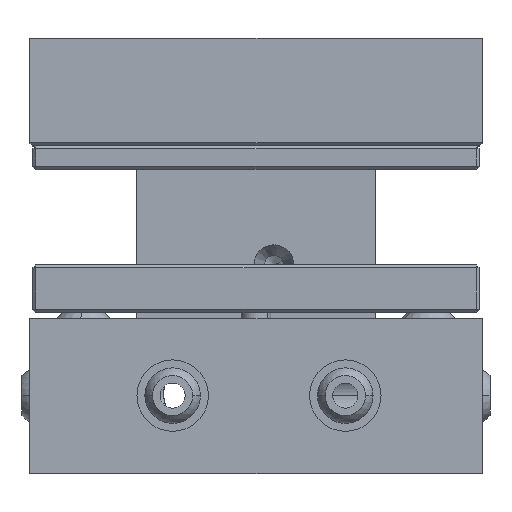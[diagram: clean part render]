
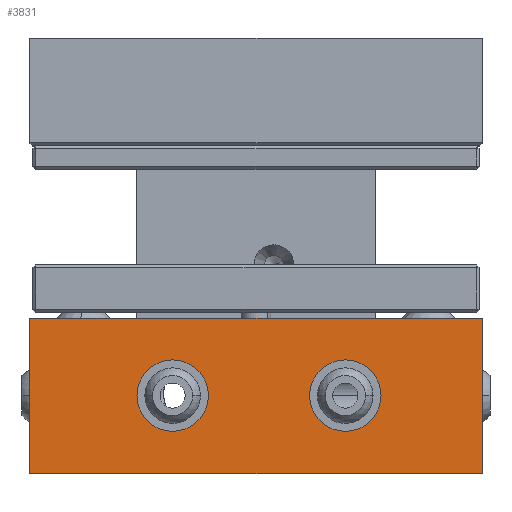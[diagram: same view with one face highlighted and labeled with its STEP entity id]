
A CAD part, top view. The second image highlights one B-rep face of the part: STEP entity #3831.
In plain terms, the highlighted planar face has unit normal (0, 0, 1).
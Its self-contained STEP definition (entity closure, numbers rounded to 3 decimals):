
#130 = VERTEX_POINT ( 'NONE', #1298 ) ;
#531 = VERTEX_POINT ( 'NONE', #20147 ) ;
#663 = EDGE_CURVE ( 'NONE', #3832, #5358, #19689, .T. ) ;
#1298 = CARTESIAN_POINT ( 'NONE',  ( 31.106, -33.874, 59.382 ) ) ;
#1675 = AXIS2_PLACEMENT_3D ( 'NONE', #11752, #12371, #12142 ) ;
#2307 = CARTESIAN_POINT ( 'NONE',  ( 2.106, -20.874, 59.382 ) ) ;
#2336 = CIRCLE ( 'NONE', #10415, 6. ) ;
#3259 = CARTESIAN_POINT ( 'NONE',  ( -14.894, -20.874, 59.382 ) ) ;
#3534 = FACE_BOUND ( 'NONE', #3877, .T. ) ;
#3655 = VERTEX_POINT ( 'NONE', #14539 ) ;
#3774 = LINE ( 'NONE', #5901, #4892 ) ;
#3831 = ADVANCED_FACE ( 'NONE', ( #3534, #18438, #14234 ), #22049, .T. ) ;
#3832 = VERTEX_POINT ( 'NONE', #20323 ) ;
#3877 = EDGE_LOOP ( 'NONE', ( #21184, #5384 ) ) ;
#3947 = CARTESIAN_POINT ( 'NONE',  ( -44.894, -33.874, 59.382 ) ) ;
#4188 = EDGE_CURVE ( 'NONE', #6002, #17483, #18729, .T. ) ;
#4273 = EDGE_CURVE ( 'NONE', #531, #6614, #13093, .T. ) ;
#4351 = EDGE_CURVE ( 'NONE', #5358, #130, #3774, .T. ) ;
#4426 = VECTOR ( 'NONE', #13680, 1000. ) ;
#4443 = CARTESIAN_POINT ( 'NONE',  ( -44.894, -33.874, 59.382 ) ) ;
#4813 = CARTESIAN_POINT ( 'NONE',  ( -44.894, 39.126, 59.382 ) ) ;
#4892 = VECTOR ( 'NONE', #7709, 1000. ) ;
#5358 = VERTEX_POINT ( 'NONE', #4443 ) ;
#5374 = EDGE_CURVE ( 'NONE', #17483, #6002, #17569, .T. ) ;
#5383 = CARTESIAN_POINT ( 'NONE',  ( 31.106, 39.126, 59.382 ) ) ;
#5384 = ORIENTED_EDGE ( 'NONE', *, *, #4188, .F. ) ;
#5565 = ORIENTED_EDGE ( 'NONE', *, *, #6208, .F. ) ;
#5901 = CARTESIAN_POINT ( 'NONE',  ( -44.894, -33.874, 59.382 ) ) ;
#6002 = VERTEX_POINT ( 'NONE', #13076 ) ;
#6208 = EDGE_CURVE ( 'NONE', #6614, #531, #2336, .T. ) ;
#6614 = VERTEX_POINT ( 'NONE', #2307 ) ;
#7478 = DIRECTION ( 'NONE',  ( 0., 0., 1. ) ) ;
#7539 = ORIENTED_EDGE ( 'NONE', *, *, #16858, .T. ) ;
#7668 = ORIENTED_EDGE ( 'NONE', *, *, #18502, .F. ) ;
#7709 = DIRECTION ( 'NONE',  ( 1., 0., 0. ) ) ;
#7724 = DIRECTION ( 'NONE',  ( 0., 0., 1. ) ) ;
#10415 = AXIS2_PLACEMENT_3D ( 'NONE', #20878, #15546, #22851 ) ;
#11124 = ORIENTED_EDGE ( 'NONE', *, *, #4273, .F. ) ;
#11752 = CARTESIAN_POINT ( 'NONE',  ( -20.894, -20.874, 59.382 ) ) ;
#12142 = DIRECTION ( 'NONE',  ( 1., 0., 0. ) ) ;
#12371 = DIRECTION ( 'NONE',  ( 0., 0., 1. ) ) ;
#12907 = CARTESIAN_POINT ( 'NONE',  ( 8.106, -20.874, 59.382 ) ) ;
#13076 = CARTESIAN_POINT ( 'NONE',  ( -26.894, -20.874, 59.382 ) ) ;
#13093 = CIRCLE ( 'NONE', #20665, 6. ) ;
#13680 = DIRECTION ( 'NONE',  ( 1., 0., 0. ) ) ;
#13703 = AXIS2_PLACEMENT_3D ( 'NONE', #18343, #7478, #18112 ) ;
#13882 = DIRECTION ( 'NONE',  ( 0., -1., 0. ) ) ;
#14035 = LINE ( 'NONE', #22630, #4426 ) ;
#14234 = FACE_OUTER_BOUND ( 'NONE', #18327, .T. ) ;
#14539 = CARTESIAN_POINT ( 'NONE',  ( 31.106, -7.874, 59.382 ) ) ;
#15074 = DIRECTION ( 'NONE',  ( 1., 0., 0. ) ) ;
#15546 = DIRECTION ( 'NONE',  ( 0., 0., 1. ) ) ;
#16238 = DIRECTION ( 'NONE',  ( 0., 0., 1. ) ) ;
#16858 = EDGE_CURVE ( 'NONE', #130, #3655, #21958, .T. ) ;
#17483 = VERTEX_POINT ( 'NONE', #3259 ) ;
#17569 = CIRCLE ( 'NONE', #1675, 6. ) ;
#17996 = DIRECTION ( 'NONE',  ( 0., 1., 0. ) ) ;
#18112 = DIRECTION ( 'NONE',  ( 1., 0., 0. ) ) ;
#18197 = DIRECTION ( 'NONE',  ( 1., 0., 0. ) ) ;
#18327 = EDGE_LOOP ( 'NONE', ( #7668, #19815, #22398, #7539 ) ) ;
#18343 = CARTESIAN_POINT ( 'NONE',  ( -20.894, -20.874, 59.382 ) ) ;
#18438 = FACE_BOUND ( 'NONE', #22173, .T. ) ;
#18502 = EDGE_CURVE ( 'NONE', #3832, #3655, #14035, .T. ) ;
#18729 = CIRCLE ( 'NONE', #13703, 6. ) ;
#19689 = LINE ( 'NONE', #4813, #20554 ) ;
#19815 = ORIENTED_EDGE ( 'NONE', *, *, #663, .T. ) ;
#20147 = CARTESIAN_POINT ( 'NONE',  ( 14.106, -20.874, 59.382 ) ) ;
#20323 = CARTESIAN_POINT ( 'NONE',  ( -44.894, -7.874, 59.382 ) ) ;
#20554 = VECTOR ( 'NONE', #13882, 1000. ) ;
#20665 = AXIS2_PLACEMENT_3D ( 'NONE', #12907, #16238, #18197 ) ;
#20878 = CARTESIAN_POINT ( 'NONE',  ( 8.106, -20.874, 59.382 ) ) ;
#21184 = ORIENTED_EDGE ( 'NONE', *, *, #5374, .F. ) ;
#21958 = LINE ( 'NONE', #5383, #23098 ) ;
#22049 = PLANE ( 'NONE',  #23346 ) ;
#22173 = EDGE_LOOP ( 'NONE', ( #11124, #5565 ) ) ;
#22398 = ORIENTED_EDGE ( 'NONE', *, *, #4351, .T. ) ;
#22630 = CARTESIAN_POINT ( 'NONE',  ( -44.895, -7.874, 59.382 ) ) ;
#22851 = DIRECTION ( 'NONE',  ( 1., 0., 0. ) ) ;
#23098 = VECTOR ( 'NONE', #17996, 1000. ) ;
#23346 = AXIS2_PLACEMENT_3D ( 'NONE', #3947, #7724, #15074 ) ;
